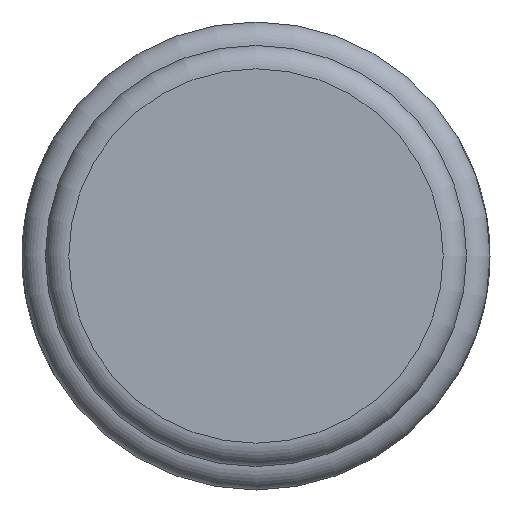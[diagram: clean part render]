
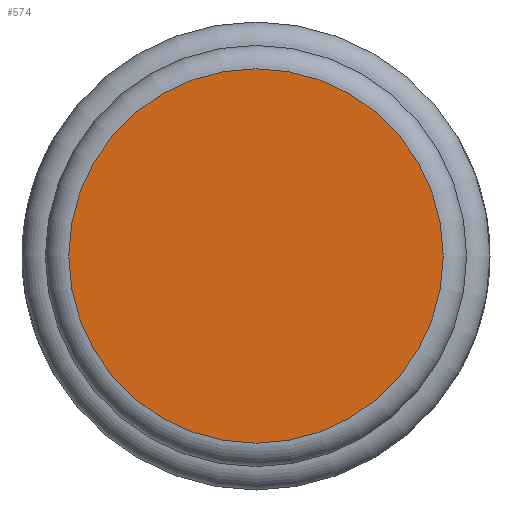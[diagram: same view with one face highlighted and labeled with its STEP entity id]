
A CAD part, front view. The second image highlights one B-rep face of the part: STEP entity #574.
In plain terms, the highlighted planar face has unit normal (0, -1, 0).
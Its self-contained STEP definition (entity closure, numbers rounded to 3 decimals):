
#85=PLANE('',#663);
#137=ORIENTED_EDGE('',*,*,#257,.T.);
#257=EDGE_CURVE('',#322,#322,#368,.T.);
#322=VERTEX_POINT('',#1006);
#368=CIRCLE('',#662,8.);
#419=EDGE_LOOP('',(#137));
#497=FACE_BOUND('',#419,.T.);
#574=ADVANCED_FACE('',(#497),#85,.F.);
#662=AXIS2_PLACEMENT_3D('',#1005,#777,#778);
#663=AXIS2_PLACEMENT_3D('',#1007,#779,#780);
#777=DIRECTION('',(0.,-1.,0.));
#778=DIRECTION('',(0.,0.,-1.));
#779=DIRECTION('',(0.,1.,0.));
#780=DIRECTION('',(0.,0.,1.));
#1005=CARTESIAN_POINT('',(0.,0.,0.));
#1006=CARTESIAN_POINT('',(0.,0.,-8.));
#1007=CARTESIAN_POINT('',(8.,0.,0.));
